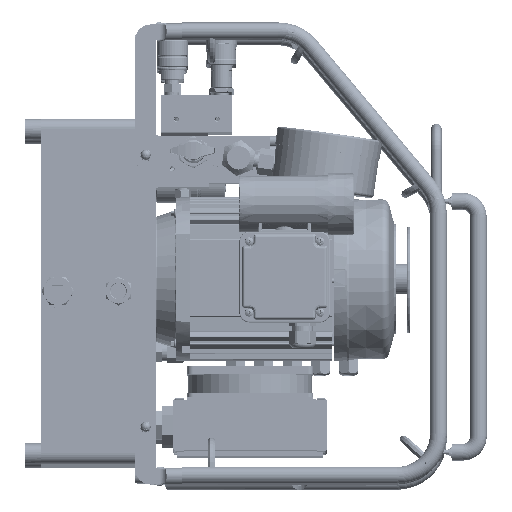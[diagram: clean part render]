
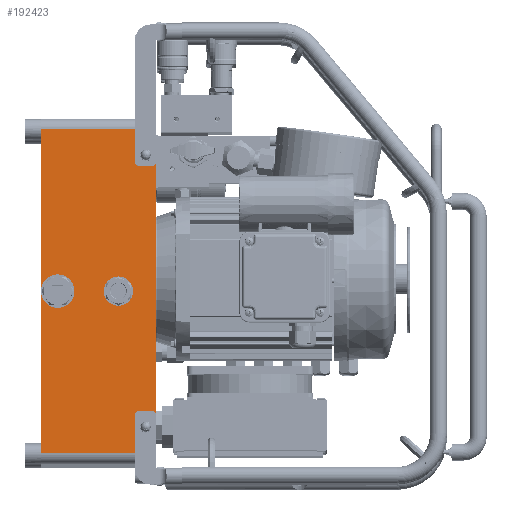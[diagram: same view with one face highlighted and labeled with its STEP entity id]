
A CAD part, left-side view. The second image highlights one B-rep face of the part: STEP entity #192423.
In plain terms, the highlighted planar face has unit normal (-1, 0, 0.019).
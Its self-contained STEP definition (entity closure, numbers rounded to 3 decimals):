
#21045=DIRECTION('',(0.,1.,0.));
#21046=VECTOR('',#21045,4.331);
#21047=CARTESIAN_POINT('',(-4.311,0.,6.122));
#21048=LINE('',#21047,#21046);
#21049=CARTESIAN_POINT('',(-4.43,3.701,
0.021));
#21050=DIRECTION('',(-1.,0.,0.019));
#21051=DIRECTION('',(0.019,0.,1.));
#21052=AXIS2_PLACEMENT_3D('',#21049,#21050,#21051);
#21054=DIRECTION('',(-0.019,0.,-1.));
#21055=VECTOR('',#21054,6.102);
#21056=CARTESIAN_POINT('',(-4.311,4.331,
6.122));
#21057=LINE('',#21056,#21055);
#21058=DIRECTION('',(0.019,0.,1.));
#21059=VECTOR('',#21058,12.205);
#21060=CARTESIAN_POINT('',(-4.548,0.,-6.08));
#21061=LINE('',#21060,#21059);
#21062=DIRECTION('',(0.,1.,0.));
#21063=VECTOR('',#21062,4.331);
#21064=CARTESIAN_POINT('',(-4.548,0.,-6.08));
#21065=LINE('',#21064,#21063);
#21066=DIRECTION('',(-0.019,0.,-1.));
#21067=VECTOR('',#21066,6.102);
#21068=CARTESIAN_POINT('',(-4.43,4.331,
0.021));
#21069=LINE('',#21068,#21067);
#21070=CARTESIAN_POINT('',(-4.43,3.701,
0.021));
#21071=DIRECTION('',(-1.,0.,0.019));
#21072=DIRECTION('',(0.,1.,0.));
#21073=AXIS2_PLACEMENT_3D('',#21070,#21071,#21072);
#21075=CARTESIAN_POINT('',(-4.43,3.701,
0.021));
#21076=DIRECTION('',(-1.,0.,0.019));
#21077=DIRECTION('',(-0.019,0.,-1.));
#21078=AXIS2_PLACEMENT_3D('',#21075,#21076,#21077);
#21080=CARTESIAN_POINT('',(-4.43,1.417,
0.021));
#21081=DIRECTION('',(-1.,0.,0.019));
#21082=DIRECTION('',(0.019,0.,1.));
#21083=AXIS2_PLACEMENT_3D('',#21080,#21081,#21082);
#21085=CARTESIAN_POINT('',(-4.43,1.417,
0.021));
#21086=DIRECTION('',(-1.,0.,0.019));
#21087=DIRECTION('',(-0.019,0.,-1.));
#21088=AXIS2_PLACEMENT_3D('',#21085,#21086,#21087);
#21090=CARTESIAN_POINT('',(-4.529,0.394,
-5.096));
#21091=DIRECTION('',(-1.,0.,0.019));
#21092=DIRECTION('',(-0.014,-0.693,-0.721));
#21093=AXIS2_PLACEMENT_3D('',#21090,#21091,#21092);
#21095=CARTESIAN_POINT('',(-4.529,0.394,
-5.096));
#21096=DIRECTION('',(-1.,0.,0.019));
#21097=DIRECTION('',(0.014,0.693,0.721));
#21098=AXIS2_PLACEMENT_3D('',#21095,#21096,#21097);
#21100=CARTESIAN_POINT('',(-4.33,0.394,
5.138));
#21101=DIRECTION('',(-1.,0.,0.019));
#21102=DIRECTION('',(0.,1.,0.));
#21103=AXIS2_PLACEMENT_3D('',#21100,#21101,#21102);
#21105=CARTESIAN_POINT('',(-4.33,0.394,
5.138));
#21106=DIRECTION('',(-1.,0.,0.019));
#21107=DIRECTION('',(0.,-1.,0.));
#21108=AXIS2_PLACEMENT_3D('',#21105,#21106,#21107);
#134897=CARTESIAN_POINT('',(-4.311,0.,6.122));
#134898=VERTEX_POINT('',#134897);
#134899=CARTESIAN_POINT('',(-4.548,0.,-6.08));
#134900=VERTEX_POINT('',#134899);
#158185=CARTESIAN_POINT('',(-4.548,4.331,
-6.08));
#158187=VERTEX_POINT('',#158185);
#158188=CARTESIAN_POINT('',(-4.311,4.331,
6.122));
#158190=VERTEX_POINT('',#158188);
#158541=CARTESIAN_POINT('',(-4.417,3.701,
0.651));
#158542=CARTESIAN_POINT('',(-4.43,4.331,
0.021));
#158543=VERTEX_POINT('',#158541);
#158544=VERTEX_POINT('',#158542);
#158545=CARTESIAN_POINT('',(-4.442,3.701,
-0.609));
#158546=VERTEX_POINT('',#158545);
#158690=CARTESIAN_POINT('',(-4.419,1.417,
0.552));
#158691=CARTESIAN_POINT('',(-4.44,1.417,
-0.511));
#158692=VERTEX_POINT('',#158690);
#158693=VERTEX_POINT('',#158691);
#159156=CARTESIAN_POINT('',(-4.531,0.312,
-5.182));
#159157=CARTESIAN_POINT('',(-4.527,0.476,
-5.011));
#159158=VERTEX_POINT('',#159156);
#159159=VERTEX_POINT('',#159157);
#159212=CARTESIAN_POINT('',(-4.33,0.512,
5.138));
#159213=CARTESIAN_POINT('',(-4.33,0.276,
5.138));
#159214=VERTEX_POINT('',#159212);
#159215=VERTEX_POINT('',#159213);
#192386=CARTESIAN_POINT('',(-4.556,0.,-6.474));
#192387=DIRECTION('',(-1.,0.,0.019));
#192388=DIRECTION('',(0.019,0.,1.));
#192389=AXIS2_PLACEMENT_3D('',#192386,#192387,#192388);
#192390=PLANE('',#192389);
#192392=ORIENTED_EDGE('',*,*,#192391,.T.);
#192393=ORIENTED_EDGE('',*,*,#192101,.F.);
#192394=ORIENTED_EDGE('',*,*,#192378,.F.);
#192395=ORIENTED_EDGE('',*,*,#191880,.F.);
#192397=ORIENTED_EDGE('',*,*,#192396,.T.);
#192398=ORIENTED_EDGE('',*,*,#192103,.F.);
#192400=ORIENTED_EDGE('',*,*,#192399,.T.);
#192402=ORIENTED_EDGE('',*,*,#192401,.T.);
#192403=EDGE_LOOP('',(#192392,#192393,#192394,#192395,#192397,#192398,#192400,
#192402));
#192404=FACE_OUTER_BOUND('',#192403,.F.);
#192406=ORIENTED_EDGE('',*,*,#192405,.T.);
#192408=ORIENTED_EDGE('',*,*,#192407,.T.);
#192409=EDGE_LOOP('',(#192406,#192408));
#192410=FACE_BOUND('',#192409,.F.);
#192412=ORIENTED_EDGE('',*,*,#192411,.T.);
#192414=ORIENTED_EDGE('',*,*,#192413,.T.);
#192415=EDGE_LOOP('',(#192412,#192414));
#192416=FACE_BOUND('',#192415,.F.);
#192418=ORIENTED_EDGE('',*,*,#192417,.T.);
#192420=ORIENTED_EDGE('',*,*,#192419,.T.);
#192421=EDGE_LOOP('',(#192418,#192420));
#192422=FACE_BOUND('',#192421,.F.);
#192423=ADVANCED_FACE('',(#192404,#192410,#192416,#192422),#192390,.T.);
#21053=CIRCLE('',#21052,0.63);
#21074=CIRCLE('',#21073,0.63);
#21079=CIRCLE('',#21078,0.63);
#21084=CIRCLE('',#21083,0.531);
#21089=CIRCLE('',#21088,0.531);
#21094=CIRCLE('',#21093,0.118);
#21099=CIRCLE('',#21098,0.118);
#21104=CIRCLE('',#21103,0.118);
#21109=CIRCLE('',#21108,0.118);
#191880=EDGE_CURVE('',#134900,#134898,#21061,.T.);
#192101=EDGE_CURVE('',#158190,#158544,#21057,.T.);
#192103=EDGE_CURVE('',#158544,#158187,#21069,.T.);
#192378=EDGE_CURVE('',#134898,#158190,#21048,.T.);
#192391=EDGE_CURVE('',#158543,#158544,#21053,.T.);
#192396=EDGE_CURVE('',#134900,#158187,#21065,.T.);
#192399=EDGE_CURVE('',#158544,#158546,#21074,.T.);
#192401=EDGE_CURVE('',#158546,#158543,#21079,.T.);
#192405=EDGE_CURVE('',#158692,#158693,#21084,.T.);
#192407=EDGE_CURVE('',#158693,#158692,#21089,.T.);
#192411=EDGE_CURVE('',#159158,#159159,#21094,.T.);
#192413=EDGE_CURVE('',#159159,#159158,#21099,.T.);
#192417=EDGE_CURVE('',#159214,#159215,#21104,.T.);
#192419=EDGE_CURVE('',#159215,#159214,#21109,.T.);
